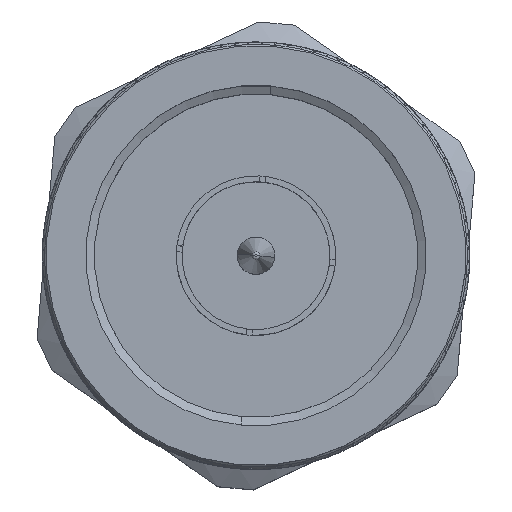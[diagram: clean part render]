
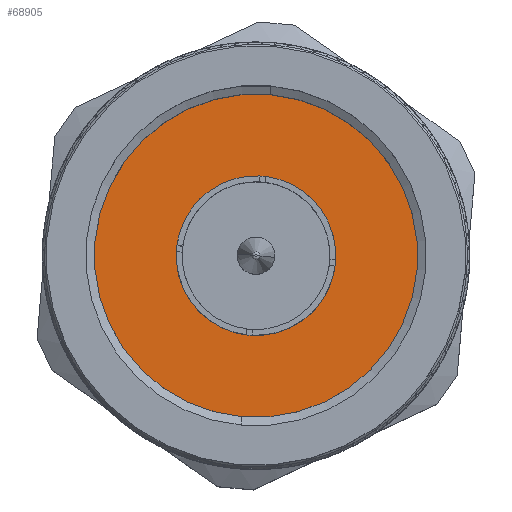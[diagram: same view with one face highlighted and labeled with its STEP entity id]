
A CAD part, top view. The second image highlights one B-rep face of the part: STEP entity #68905.
In plain terms, the highlighted face is planar.
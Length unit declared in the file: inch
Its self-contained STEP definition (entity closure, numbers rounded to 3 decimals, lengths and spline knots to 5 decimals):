
#2385 = ORIENTED_EDGE ( 'NONE', *, *, #81573, .F. ) ;
#8111 = DIRECTION ( 'NONE',  ( 0., 1., 0. ) ) ;
#16301 = EDGE_CURVE ( 'NONE', #55742, #37241, #71153, .T. ) ;
#16396 = DIRECTION ( 'NONE',  ( 0., -1., 0. ) ) ;
#17304 = CARTESIAN_POINT ( 'NONE',  ( -0.63495, 0., 0. ) ) ;
#17980 = AXIS2_PLACEMENT_3D ( 'NONE', #37919, #18415, #69143 ) ;
#18415 = DIRECTION ( 'NONE',  ( -1., 0., 0. ) ) ;
#18890 = VERTEX_POINT ( 'NONE', #68228 ) ;
#21471 = CARTESIAN_POINT ( 'NONE',  ( -0.63495, 0.32682, 0. ) ) ;
#24129 = CARTESIAN_POINT ( 'NONE',  ( -0.63495, -0.15308, 0. ) ) ;
#24585 = AXIS2_PLACEMENT_3D ( 'NONE', #17304, #73904, #61008 ) ;
#25226 = EDGE_CURVE ( 'NONE', #37241, #55742, #60557, .T. ) ;
#25246 = ORIENTED_EDGE ( 'NONE', *, *, #65511, .F. ) ;
#28554 = VERTEX_POINT ( 'NONE', #21471 ) ;
#33045 = CARTESIAN_POINT ( 'NONE',  ( -0.63495, 0., 0. ) ) ;
#36187 = AXIS2_PLACEMENT_3D ( 'NONE', #40513, #73399, #16396 ) ;
#37241 = VERTEX_POINT ( 'NONE', #55702 ) ;
#37919 = CARTESIAN_POINT ( 'NONE',  ( -0.63495, 0., 0. ) ) ;
#40513 = CARTESIAN_POINT ( 'NONE',  ( -0.63495, 0.32682, 0. ) ) ;
#41182 = DIRECTION ( 'NONE',  ( 0., -1., 0. ) ) ;
#42864 = AXIS2_PLACEMENT_3D ( 'NONE', #33045, #53393, #8111 ) ;
#45765 = CARTESIAN_POINT ( 'NONE',  ( -0.63495, 0., 0. ) ) ;
#46846 = CIRCLE ( 'NONE', #42864, 0.32682 ) ;
#48073 = ORIENTED_EDGE ( 'NONE', *, *, #25226, .F. ) ;
#53393 = DIRECTION ( 'NONE',  ( 1., 0., 0. ) ) ;
#54265 = FACE_BOUND ( 'NONE', #56083, .T. ) ;
#55142 = CIRCLE ( 'NONE', #24585, 0.32682 ) ;
#55702 = CARTESIAN_POINT ( 'NONE',  ( -0.63495, 0.15308, 0. ) ) ;
#55742 = VERTEX_POINT ( 'NONE', #24129 ) ;
#55898 = EDGE_LOOP ( 'NONE', ( #25246, #2385 ) ) ;
#56083 = EDGE_LOOP ( 'NONE', ( #48073, #67851 ) ) ;
#60557 = CIRCLE ( 'NONE', #71187, 0.15308 ) ;
#61008 = DIRECTION ( 'NONE',  ( 0., 1., 0. ) ) ;
#65511 = EDGE_CURVE ( 'NONE', #28554, #18890, #46846, .T. ) ;
#67851 = ORIENTED_EDGE ( 'NONE', *, *, #16301, .F. ) ;
#68228 = CARTESIAN_POINT ( 'NONE',  ( -0.63495, -0.32682, 0. ) ) ;
#68905 = ADVANCED_FACE ( 'NONE', ( #54265, #74227 ), #79647, .T. ) ;
#69143 = DIRECTION ( 'NONE',  ( 0., -1., 0. ) ) ;
#71153 = CIRCLE ( 'NONE', #17980, 0.15308 ) ;
#71187 = AXIS2_PLACEMENT_3D ( 'NONE', #45765, #77487, #41182 ) ;
#73399 = DIRECTION ( 'NONE',  ( -1., 0., 0. ) ) ;
#73904 = DIRECTION ( 'NONE',  ( 1., 0., 0. ) ) ;
#74227 = FACE_OUTER_BOUND ( 'NONE', #55898, .T. ) ;
#77487 = DIRECTION ( 'NONE',  ( -1., 0., 0. ) ) ;
#79647 = PLANE ( 'NONE',  #36187 ) ;
#81573 = EDGE_CURVE ( 'NONE', #18890, #28554, #55142, .T. ) ;
